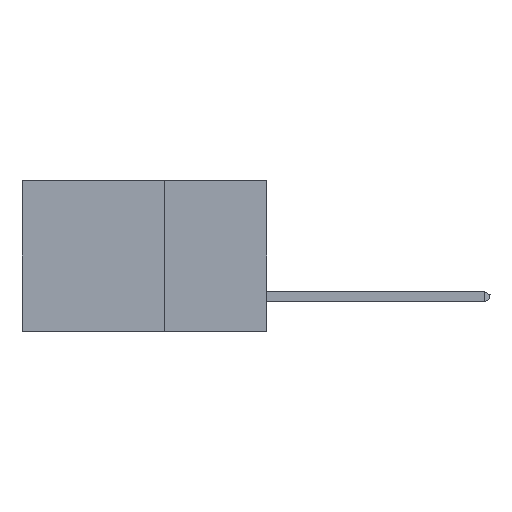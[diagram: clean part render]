
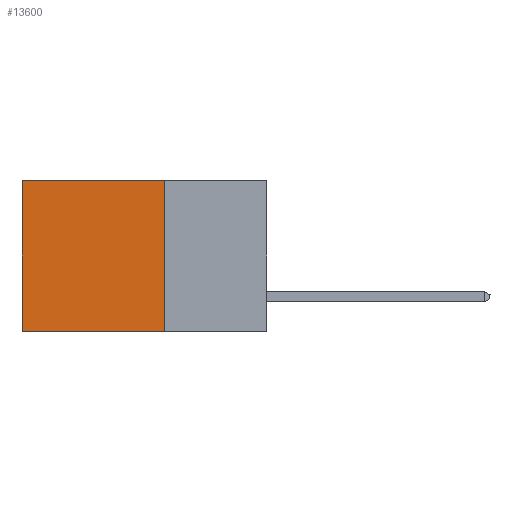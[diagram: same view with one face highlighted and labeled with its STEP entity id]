
A CAD part, left-side view. The second image highlights one B-rep face of the part: STEP entity #13600.
In plain terms, the highlighted planar face has unit normal (-1, 0, 0).
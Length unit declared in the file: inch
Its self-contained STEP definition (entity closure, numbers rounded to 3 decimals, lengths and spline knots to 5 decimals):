
#652 = EDGE_CURVE ( 'NONE', #13349, #3939, #10685, .T. ) ;
#775 = EDGE_CURVE ( 'NONE', #1854, #3939, #11374, .T. ) ;
#780 = LINE ( 'NONE', #6518, #2489 ) ;
#1065 = AXIS2_PLACEMENT_3D ( 'NONE', #10539, #14769, #3467 ) ;
#1854 = VERTEX_POINT ( 'NONE', #12642 ) ;
#2489 = VECTOR ( 'NONE', #10765, 39.37008 ) ;
#2649 = EDGE_CURVE ( 'NONE', #3732, #1854, #10931, .T. ) ;
#3293 = CARTESIAN_POINT ( 'NONE',  ( 0.2875, 0.25, 0. ) ) ;
#3467 = DIRECTION ( 'NONE',  ( 0., 0., -1. ) ) ;
#3705 = CARTESIAN_POINT ( 'NONE',  ( 0.2875, 0.25, -0.37 ) ) ;
#3732 = VERTEX_POINT ( 'NONE', #3293 ) ;
#3939 = VERTEX_POINT ( 'NONE', #13749 ) ;
#4353 = EDGE_LOOP ( 'NONE', ( #13022, #11505, #16598, #5740 ) ) ;
#5740 = ORIENTED_EDGE ( 'NONE', *, *, #11470, .T. ) ;
#6338 = DIRECTION ( 'NONE',  ( 0., 0., -1. ) ) ;
#6518 = CARTESIAN_POINT ( 'NONE',  ( 0.2875, 0.25, 0. ) ) ;
#6663 = CARTESIAN_POINT ( 'NONE',  ( 0.2875, 0.25, 0. ) ) ;
#7347 = VECTOR ( 'NONE', #8069, 39.37008 ) ;
#7781 = PLANE ( 'NONE',  #1065 ) ;
#8069 = DIRECTION ( 'NONE',  ( 0., 0., -1. ) ) ;
#8583 = VECTOR ( 'NONE', #6338, 39.37008 ) ;
#8656 = VECTOR ( 'NONE', #10008, 39.37008 ) ;
#9070 = FACE_OUTER_BOUND ( 'NONE', #4353, .T. ) ;
#10008 = DIRECTION ( 'NONE',  ( 0., 1., 0. ) ) ;
#10539 = CARTESIAN_POINT ( 'NONE',  ( 0.2875, 0.25, 0. ) ) ;
#10685 = LINE ( 'NONE', #13332, #8583 ) ;
#10765 = DIRECTION ( 'NONE',  ( 0., 1., 0. ) ) ;
#10931 = LINE ( 'NONE', #6663, #7347 ) ;
#11201 = CARTESIAN_POINT ( 'NONE',  ( 0.2875, 0.6, 0. ) ) ;
#11374 = LINE ( 'NONE', #3705, #8656 ) ;
#11470 = EDGE_CURVE ( 'NONE', #3732, #13349, #780, .T. ) ;
#11505 = ORIENTED_EDGE ( 'NONE', *, *, #775, .F. ) ;
#12642 = CARTESIAN_POINT ( 'NONE',  ( 0.2875, 0.25, -0.37 ) ) ;
#13022 = ORIENTED_EDGE ( 'NONE', *, *, #652, .T. ) ;
#13332 = CARTESIAN_POINT ( 'NONE',  ( 0.2875, 0.6, 0. ) ) ;
#13349 = VERTEX_POINT ( 'NONE', #11201 ) ;
#13600 = ADVANCED_FACE ( 'NONE', ( #9070 ), #7781, .F. ) ;
#13749 = CARTESIAN_POINT ( 'NONE',  ( 0.2875, 0.6, -0.37 ) ) ;
#14769 = DIRECTION ( 'NONE',  ( 1., 0., 0. ) ) ;
#16598 = ORIENTED_EDGE ( 'NONE', *, *, #2649, .F. ) ;
